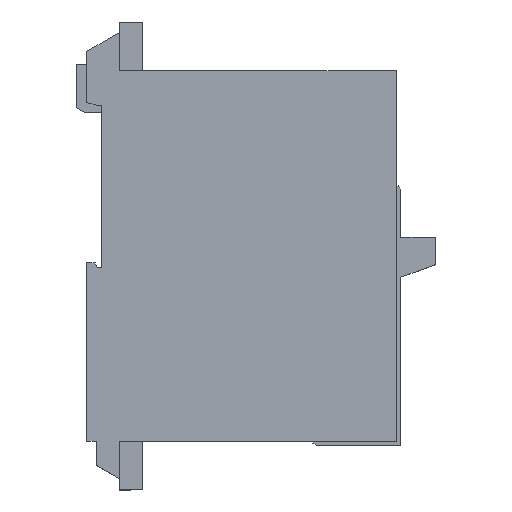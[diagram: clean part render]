
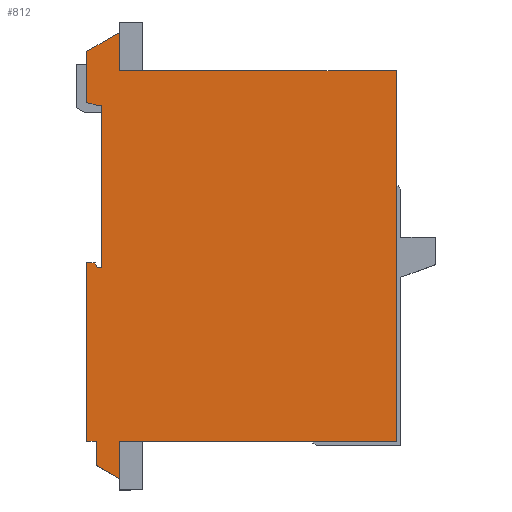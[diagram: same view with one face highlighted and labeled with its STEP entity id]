
A CAD part, top view. The second image highlights one B-rep face of the part: STEP entity #812.
In plain terms, the highlighted planar face has unit normal (0, 0, 1).
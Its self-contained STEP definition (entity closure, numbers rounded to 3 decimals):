
#35 = ORIENTED_EDGE ( 'NONE', *, *, #129, .T. ) ;
#92 = DIRECTION ( 'NONE',  ( 0., -1., 0. ) ) ;
#99 = VECTOR ( 'NONE', #1058, 1000. ) ;
#113 = EDGE_CURVE ( 'NONE', #708, #1098, #339, .T. ) ;
#124 = VERTEX_POINT ( 'NONE', #203 ) ;
#129 = EDGE_CURVE ( 'NONE', #1363, #1704, #1775, .T. ) ;
#133 = CARTESIAN_POINT ( 'NONE',  ( 3.3, 32.5, 6.15 ) ) ;
#135 = EDGE_CURVE ( 'NONE', #200, #399, #629, .T. ) ;
#140 = VECTOR ( 'NONE', #92, 1000. ) ;
#143 = EDGE_CURVE ( 'NONE', #689, #336, #1601, .T. ) ;
#165 = CARTESIAN_POINT ( 'NONE',  ( 66.8, -40., 6.15 ) ) ;
#190 = ORIENTED_EDGE ( 'NONE', *, *, #240, .T. ) ;
#192 = EDGE_CURVE ( 'NONE', #200, #1098, #764, .T. ) ;
#200 = VERTEX_POINT ( 'NONE', #1051 ) ;
#203 = CARTESIAN_POINT ( 'NONE',  ( 0., 44.15, 6.15 ) ) ;
#207 = CARTESIAN_POINT ( 'NONE',  ( 2.1, -40., 6.15 ) ) ;
#218 = CARTESIAN_POINT ( 'NONE',  ( 12.1, -40., 6.15 ) ) ;
#219 = CARTESIAN_POINT ( 'NONE',  ( 2.3, 32.5, 6.15 ) ) ;
#220 = CARTESIAN_POINT ( 'NONE',  ( 3.3, 32.5, 6.15 ) ) ;
#240 = EDGE_CURVE ( 'NONE', #1643, #1363, #1538, .T. ) ;
#289 = ORIENTED_EDGE ( 'NONE', *, *, #688, .T. ) ;
#290 = VECTOR ( 'NONE', #1198, 1000. ) ;
#301 = CARTESIAN_POINT ( 'NONE',  ( 0., 33.116, 6.15 ) ) ;
#302 = ORIENTED_EDGE ( 'NONE', *, *, #778, .T. ) ;
#327 = EDGE_CURVE ( 'NONE', #559, #708, #557, .T. ) ;
#336 = VERTEX_POINT ( 'NONE', #967 ) ;
#339 = LINE ( 'NONE', #1043, #909 ) ;
#344 = VERTEX_POINT ( 'NONE', #1525 ) ;
#345 = CARTESIAN_POINT ( 'NONE',  ( 0., -1.5, 6.15 ) ) ;
#371 = LINE ( 'NONE', #207, #730 ) ;
#377 = DIRECTION ( 'NONE',  ( -1., 0., 0. ) ) ;
#383 = DIRECTION ( 'NONE',  ( 0., -1., 0. ) ) ;
#392 = CARTESIAN_POINT ( 'NONE',  ( 7.1, 40., 6.15 ) ) ;
#399 = VERTEX_POINT ( 'NONE', #165 ) ;
#400 = CARTESIAN_POINT ( 'NONE',  ( 2.1, -45.213, 6.15 ) ) ;
#407 = CARTESIAN_POINT ( 'NONE',  ( 3.3, -2.5, 6.15 ) ) ;
#423 = LINE ( 'NONE', #1692, #823 ) ;
#443 = LINE ( 'NONE', #1589, #555 ) ;
#483 = EDGE_CURVE ( 'NONE', #399, #1367, #443, .T. ) ;
#485 = LINE ( 'NONE', #345, #290 ) ;
#499 = VECTOR ( 'NONE', #1617, 1000. ) ;
#500 = VERTEX_POINT ( 'NONE', #894 ) ;
#504 = CARTESIAN_POINT ( 'NONE',  ( 7.1, 0., 6.15 ) ) ;
#517 = VECTOR ( 'NONE', #748, 1000. ) ;
#533 = CARTESIAN_POINT ( 'NONE',  ( 2.1, -45.213, 6.15 ) ) ;
#555 = VECTOR ( 'NONE', #1014, 1000. ) ;
#557 = LINE ( 'NONE', #533, #140 ) ;
#559 = VERTEX_POINT ( 'NONE', #1365 ) ;
#572 = EDGE_CURVE ( 'NONE', #500, #559, #371, .T. ) ;
#587 = DIRECTION ( 'NONE',  ( 0., 0., 1. ) ) ;
#589 = EDGE_LOOP ( 'NONE', ( #1783, #692, #1491, #289, #591, #1680, #1405, #1593, #1197, #302, #190, #35, #943, #660, #1312, #1191, #946 ) ) ;
#591 = ORIENTED_EDGE ( 'NONE', *, *, #143, .T. ) ;
#605 = FACE_OUTER_BOUND ( 'NONE', #589, .T. ) ;
#625 = VECTOR ( 'NONE', #844, 1000. ) ;
#629 = LINE ( 'NONE', #218, #1149 ) ;
#634 = DIRECTION ( 'NONE',  ( 1., 0., 0. ) ) ;
#635 = EDGE_CURVE ( 'NONE', #895, #500, #485, .T. ) ;
#644 = DIRECTION ( 'NONE',  ( 1., 0., 0. ) ) ;
#660 = ORIENTED_EDGE ( 'NONE', *, *, #635, .T. ) ;
#688 = EDGE_CURVE ( 'NONE', #1367, #689, #995, .T. ) ;
#689 = VERTEX_POINT ( 'NONE', #392 ) ;
#691 = CARTESIAN_POINT ( 'NONE',  ( 66.8, 40., 6.15 ) ) ;
#692 = ORIENTED_EDGE ( 'NONE', *, *, #135, .T. ) ;
#708 = VERTEX_POINT ( 'NONE', #400 ) ;
#718 = PLANE ( 'NONE',  #1034 ) ;
#730 = VECTOR ( 'NONE', #634, 1000. ) ;
#732 = EDGE_CURVE ( 'NONE', #336, #124, #423, .T. ) ;
#736 = LINE ( 'NONE', #1037, #517 ) ;
#743 = VECTOR ( 'NONE', #1360, 1000. ) ;
#748 = DIRECTION ( 'NONE',  ( 0., -1., 0. ) ) ;
#764 = LINE ( 'NONE', #796, #743 ) ;
#767 = VECTOR ( 'NONE', #786, 1000. ) ;
#778 = EDGE_CURVE ( 'NONE', #1674, #1643, #808, .T. ) ;
#786 = DIRECTION ( 'NONE',  ( 1., 0., 0. ) ) ;
#787 = CARTESIAN_POINT ( 'NONE',  ( 1.834, -1.5, 6.15 ) ) ;
#796 = CARTESIAN_POINT ( 'NONE',  ( 7.1, -50.5, 6.15 ) ) ;
#808 = LINE ( 'NONE', #133, #1740 ) ;
#809 = LINE ( 'NONE', #1272, #1430 ) ;
#812 = ADVANCED_FACE ( 'NONE', ( #605 ), #718, .T. ) ;
#823 = VECTOR ( 'NONE', #831, 1000. ) ;
#825 = EDGE_CURVE ( 'NONE', #124, #1809, #736, .T. ) ;
#831 = DIRECTION ( 'NONE',  ( -0.866, -0.5, 0. ) ) ;
#844 = DIRECTION ( 'NONE',  ( -1., 0., 0. ) ) ;
#894 = CARTESIAN_POINT ( 'NONE',  ( 0., -40., 6.15 ) ) ;
#895 = VERTEX_POINT ( 'NONE', #1426 ) ;
#909 = VECTOR ( 'NONE', #1464, 1000. ) ;
#943 = ORIENTED_EDGE ( 'NONE', *, *, #1344, .T. ) ;
#946 = ORIENTED_EDGE ( 'NONE', *, *, #113, .T. ) ;
#967 = CARTESIAN_POINT ( 'NONE',  ( 7.1, 48.249, 6.15 ) ) ;
#995 = LINE ( 'NONE', #1533, #1237 ) ;
#1014 = DIRECTION ( 'NONE',  ( 0., 1., 0. ) ) ;
#1028 = DIRECTION ( 'NONE',  ( 1., 0., 0. ) ) ;
#1034 = AXIS2_PLACEMENT_3D ( 'NONE', #1562, #587, #1028 ) ;
#1037 = CARTESIAN_POINT ( 'NONE',  ( 0., 44.15, 6.15 ) ) ;
#1043 = CARTESIAN_POINT ( 'NONE',  ( 7.1, -48.1, 6.15 ) ) ;
#1051 = CARTESIAN_POINT ( 'NONE',  ( 7.1, -40., 6.15 ) ) ;
#1058 = DIRECTION ( 'NONE',  ( -0.423, 0.906, 0. ) ) ;
#1064 = EDGE_CURVE ( 'NONE', #344, #1674, #1489, .T. ) ;
#1098 = VERTEX_POINT ( 'NONE', #1795 ) ;
#1112 = DIRECTION ( 'NONE',  ( 0.966, -0.259, 0. ) ) ;
#1119 = DIRECTION ( 'NONE',  ( -1., 0., 0. ) ) ;
#1141 = LINE ( 'NONE', #1157, #625 ) ;
#1149 = VECTOR ( 'NONE', #644, 1000. ) ;
#1157 = CARTESIAN_POINT ( 'NONE',  ( 1.834, -1.5, 6.15 ) ) ;
#1191 = ORIENTED_EDGE ( 'NONE', *, *, #327, .T. ) ;
#1197 = ORIENTED_EDGE ( 'NONE', *, *, #1064, .T. ) ;
#1198 = DIRECTION ( 'NONE',  ( 0., -1., 0. ) ) ;
#1230 = EDGE_CURVE ( 'NONE', #1809, #344, #809, .T. ) ;
#1237 = VECTOR ( 'NONE', #1119, 1000. ) ;
#1272 = CARTESIAN_POINT ( 'NONE',  ( 2.3, 32.5, 6.15 ) ) ;
#1286 = CARTESIAN_POINT ( 'NONE',  ( 2.3, -2.5, 6.15 ) ) ;
#1312 = ORIENTED_EDGE ( 'NONE', *, *, #572, .T. ) ;
#1344 = EDGE_CURVE ( 'NONE', #1704, #895, #1141, .T. ) ;
#1360 = DIRECTION ( 'NONE',  ( 0., -1., 0. ) ) ;
#1363 = VERTEX_POINT ( 'NONE', #1286 ) ;
#1365 = CARTESIAN_POINT ( 'NONE',  ( 2.1, -40., 6.15 ) ) ;
#1367 = VERTEX_POINT ( 'NONE', #691 ) ;
#1405 = ORIENTED_EDGE ( 'NONE', *, *, #825, .T. ) ;
#1426 = CARTESIAN_POINT ( 'NONE',  ( 0., -1.5, 6.15 ) ) ;
#1430 = VECTOR ( 'NONE', #1112, 1000. ) ;
#1464 = DIRECTION ( 'NONE',  ( 0.866, -0.5, 0. ) ) ;
#1489 = LINE ( 'NONE', #219, #767 ) ;
#1491 = ORIENTED_EDGE ( 'NONE', *, *, #483, .T. ) ;
#1510 = CARTESIAN_POINT ( 'NONE',  ( 3.3, -2.5, 6.15 ) ) ;
#1525 = CARTESIAN_POINT ( 'NONE',  ( 2.3, 32.5, 6.15 ) ) ;
#1533 = CARTESIAN_POINT ( 'NONE',  ( 66.8, 40., 6.15 ) ) ;
#1538 = LINE ( 'NONE', #407, #1737 ) ;
#1562 = CARTESIAN_POINT ( 'NONE',  ( 0., 0., 6.15 ) ) ;
#1589 = CARTESIAN_POINT ( 'NONE',  ( 66.8, -40., 6.15 ) ) ;
#1593 = ORIENTED_EDGE ( 'NONE', *, *, #1230, .T. ) ;
#1601 = LINE ( 'NONE', #504, #499 ) ;
#1617 = DIRECTION ( 'NONE',  ( 0., 1., 0. ) ) ;
#1643 = VERTEX_POINT ( 'NONE', #1510 ) ;
#1674 = VERTEX_POINT ( 'NONE', #220 ) ;
#1680 = ORIENTED_EDGE ( 'NONE', *, *, #732, .T. ) ;
#1692 = CARTESIAN_POINT ( 'NONE',  ( 7.1, 48.249, 6.15 ) ) ;
#1704 = VERTEX_POINT ( 'NONE', #787 ) ;
#1737 = VECTOR ( 'NONE', #377, 1000. ) ;
#1740 = VECTOR ( 'NONE', #383, 1000. ) ;
#1763 = CARTESIAN_POINT ( 'NONE',  ( 2.3, -2.5, 6.15 ) ) ;
#1775 = LINE ( 'NONE', #1763, #99 ) ;
#1783 = ORIENTED_EDGE ( 'NONE', *, *, #192, .F. ) ;
#1795 = CARTESIAN_POINT ( 'NONE',  ( 7.1, -48.1, 6.15 ) ) ;
#1809 = VERTEX_POINT ( 'NONE', #301 ) ;
